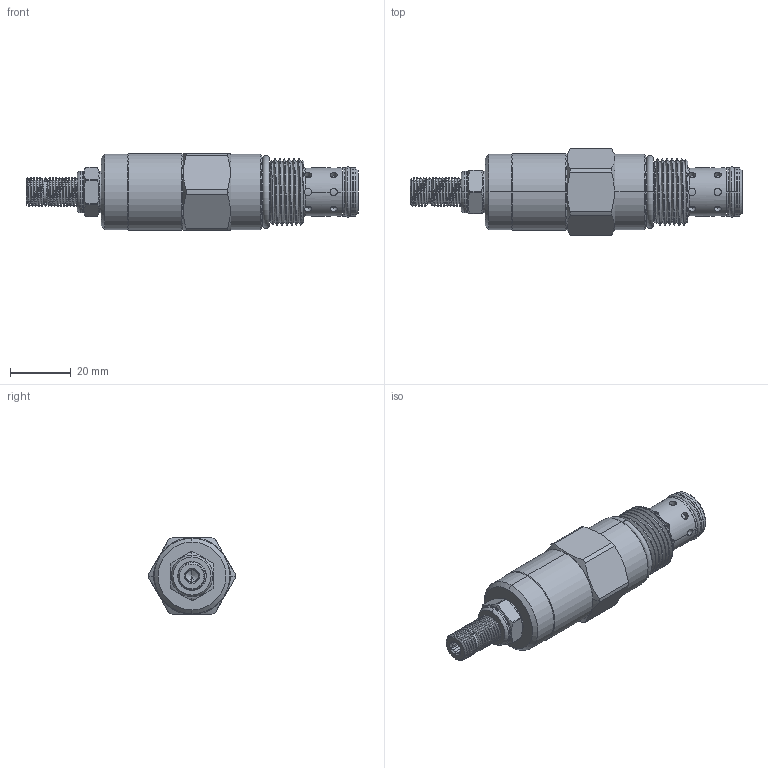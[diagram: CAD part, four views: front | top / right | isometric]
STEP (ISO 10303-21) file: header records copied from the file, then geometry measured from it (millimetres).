
FILE_DESCRIPTION (( 'STEP AP203' ), '1' );
FILE_NAME ('CR10W20-L.STEP', '2020-04-15T02:07:58', ( '' ), ( '' ), 'SwSTEP 2.0', 'SolidWorks 2018', '' );
FILE_SCHEMA (( 'CONFIG_CONTROL_DESIGN' ));
Length unit declared in the file: millimetre
Products named in the file (1): CR10W20-L
Bounding box: 109.72 x 28.57 x 25.4 mm (x, y, z)
Volume: 37395.6 mm3; surface area: 10346.4 mm2
Topology: 4 solids, 4 shells, 256 faces, 643 edges, 411 vertices
Faces by surface type: cylinder 140, plane 49, cone 32, torus 30, bspline 5
Entity records: 14116 total; most frequent: CARTESIAN_POINT 8307, ORIENTED_EDGE 1282, DIRECTION 1116, EDGE_CURVE 641, AXIS2_PLACEMENT_3D 460, VERTEX_POINT 411, EDGE_LOOP 278, FACE_OUTER_BOUND 256
